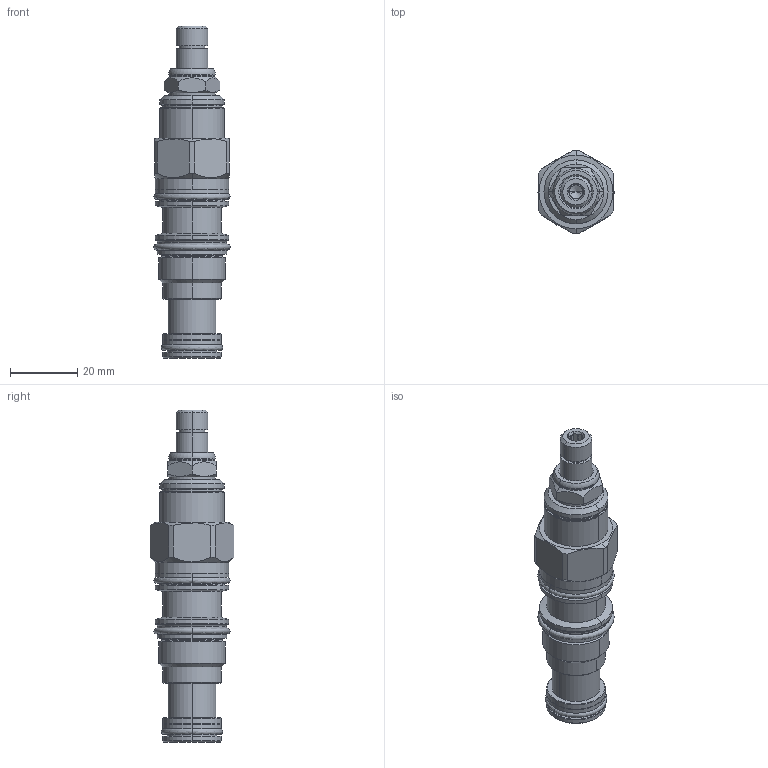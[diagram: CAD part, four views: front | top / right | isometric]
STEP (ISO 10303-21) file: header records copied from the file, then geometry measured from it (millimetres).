
FILE_DESCRIPTION((''),'2;1');
FILE_NAME('LPDCL-DN_PRT','2014-09-29T',('Administrator'),(''),'PRO/ENGINEER BY PARAMETRIC TECHNOLOGY CORPORATION, 2006240','PRO/ENGINEER BY PARAMETRIC TECHNOLOGY CORPORATION, 2006240','');
FILE_SCHEMA(('CONFIG_CONTROL_DESIGN'));
Length unit declared in the file: inch
Products named in the file (1): LPDCL-DN_PRT
Bounding box: 22.55 x 24.84 x 98.42 mm (x, y, z)
Volume: 24551.2 mm3; surface area: 8288.7 mm2
Topology: 4 solids, 5 shells, 198 faces, 442 edges, 265 vertices
Faces by surface type: cylinder 62, plane 52, cone 40, torus 32, revolution 12
Entity records: 6528 total; most frequent: CARTESIAN_POINT 2023, DIRECTION 1000, ORIENTED_EDGE 880, EDGE_CURVE 440, AXIS2_PLACEMENT_3D 422, VERTEX_POINT 265, CIRCLE 236, EDGE_LOOP 219
